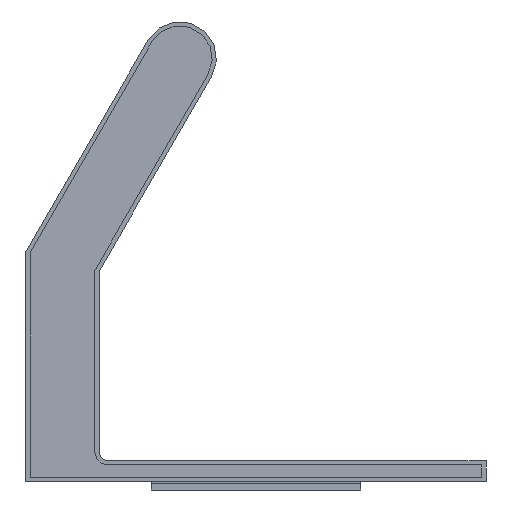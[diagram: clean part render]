
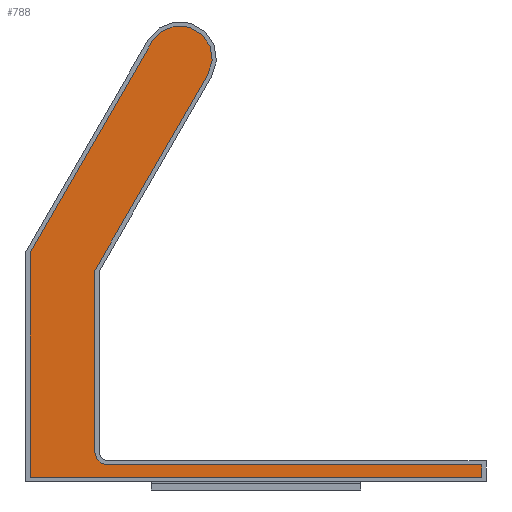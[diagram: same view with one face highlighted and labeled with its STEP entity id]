
A CAD part, front view. The second image highlights one B-rep face of the part: STEP entity #788.
In plain terms, the highlighted planar face has unit normal (0, -1, 0).
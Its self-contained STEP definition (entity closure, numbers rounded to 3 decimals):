
#52=CIRCLE('',#883,0.775);
#54=CIRCLE('',#888,0.3);
#205=ORIENTED_EDGE('',*,*,#327,.F.);
#206=ORIENTED_EDGE('',*,*,#351,.F.);
#207=ORIENTED_EDGE('',*,*,#348,.F.);
#208=ORIENTED_EDGE('',*,*,#345,.F.);
#209=ORIENTED_EDGE('',*,*,#342,.F.);
#210=ORIENTED_EDGE('',*,*,#339,.F.);
#211=ORIENTED_EDGE('',*,*,#336,.F.);
#212=ORIENTED_EDGE('',*,*,#333,.F.);
#213=ORIENTED_EDGE('',*,*,#330,.F.);
#327=EDGE_CURVE('',#414,#415,#494,.T.);
#330=EDGE_CURVE('',#415,#417,#52,.T.);
#333=EDGE_CURVE('',#417,#419,#498,.T.);
#336=EDGE_CURVE('',#419,#421,#501,.T.);
#339=EDGE_CURVE('',#421,#423,#54,.T.);
#342=EDGE_CURVE('',#423,#425,#505,.T.);
#345=EDGE_CURVE('',#425,#427,#508,.T.);
#348=EDGE_CURVE('',#427,#429,#511,.T.);
#351=EDGE_CURVE('',#429,#414,#514,.T.);
#414=VERTEX_POINT('',#1240);
#415=VERTEX_POINT('',#1242);
#417=VERTEX_POINT('',#1248);
#419=VERTEX_POINT('',#1254);
#421=VERTEX_POINT('',#1260);
#423=VERTEX_POINT('',#1266);
#425=VERTEX_POINT('',#1272);
#427=VERTEX_POINT('',#1278);
#429=VERTEX_POINT('',#1284);
#494=LINE('',#1241,#587);
#498=LINE('',#1253,#591);
#501=LINE('',#1259,#594);
#505=LINE('',#1271,#598);
#508=LINE('',#1277,#601);
#511=LINE('',#1283,#604);
#514=LINE('',#1288,#607);
#587=VECTOR('',#1020,1000.);
#591=VECTOR('',#1032,1000.);
#594=VECTOR('',#1037,1000.);
#598=VECTOR('',#1049,1000.);
#601=VECTOR('',#1054,1000.);
#604=VECTOR('',#1059,1000.);
#607=VECTOR('',#1064,1000.);
#663=EDGE_LOOP('',(#205,#206,#207,#208,#209,#210,#211,#212,#213));
#708=FACE_BOUND('',#663,.T.);
#745=PLANE('',#893);
#788=ADVANCED_FACE('',(#708),#745,.F.);
#883=AXIS2_PLACEMENT_3D('',#1247,#1026,#1027);
#888=AXIS2_PLACEMENT_3D('',#1265,#1043,#1044);
#893=AXIS2_PLACEMENT_3D('',#1289,#1065,#1066);
#1020=DIRECTION('',(0.5,0.,0.866));
#1026=DIRECTION('',(0.,1.,0.));
#1027=DIRECTION('',(-1.,0.,0.));
#1032=DIRECTION('',(-0.5,0.,-0.866));
#1037=DIRECTION('',(0.,0.,-1.));
#1043=DIRECTION('',(0.,-1.,0.));
#1044=DIRECTION('',(1.,0.,0.));
#1049=DIRECTION('',(1.,0.,0.));
#1054=DIRECTION('',(0.,0.,-1.));
#1059=DIRECTION('',(-1.,0.,0.));
#1064=DIRECTION('',(0.,0.,1.));
#1065=DIRECTION('',(0.,1.,0.));
#1066=DIRECTION('',(0.,0.,1.));
#1240=CARTESIAN_POINT('',(-5.4,-499.995,5.223));
#1241=CARTESIAN_POINT('',(-5.4,-499.995,5.223));
#1242=CARTESIAN_POINT('',(-2.491,-499.995,10.262));
#1247=CARTESIAN_POINT('',(-1.819,-499.995,9.875));
#1248=CARTESIAN_POINT('',(-1.148,-499.995,9.487));
#1253=CARTESIAN_POINT('',(-1.148,-499.995,9.487));
#1254=CARTESIAN_POINT('',(-3.85,-499.995,4.808));
#1259=CARTESIAN_POINT('',(-3.85,-499.995,4.808));
#1260=CARTESIAN_POINT('',(-3.85,-499.995,0.45));
#1265=CARTESIAN_POINT('',(-3.55,-499.995,0.45));
#1266=CARTESIAN_POINT('',(-3.55,-499.995,0.15));
#1271=CARTESIAN_POINT('',(-3.55,-499.995,0.15));
#1272=CARTESIAN_POINT('',(5.4,-499.995,0.15));
#1277=CARTESIAN_POINT('',(5.4,-499.995,0.15));
#1278=CARTESIAN_POINT('',(5.4,-499.995,-0.15));
#1283=CARTESIAN_POINT('',(5.4,-499.995,-0.15));
#1284=CARTESIAN_POINT('',(-5.4,-499.995,-0.15));
#1288=CARTESIAN_POINT('',(-5.4,-499.995,-0.15));
#1289=CARTESIAN_POINT('',(-1.819,-499.995,9.875));
